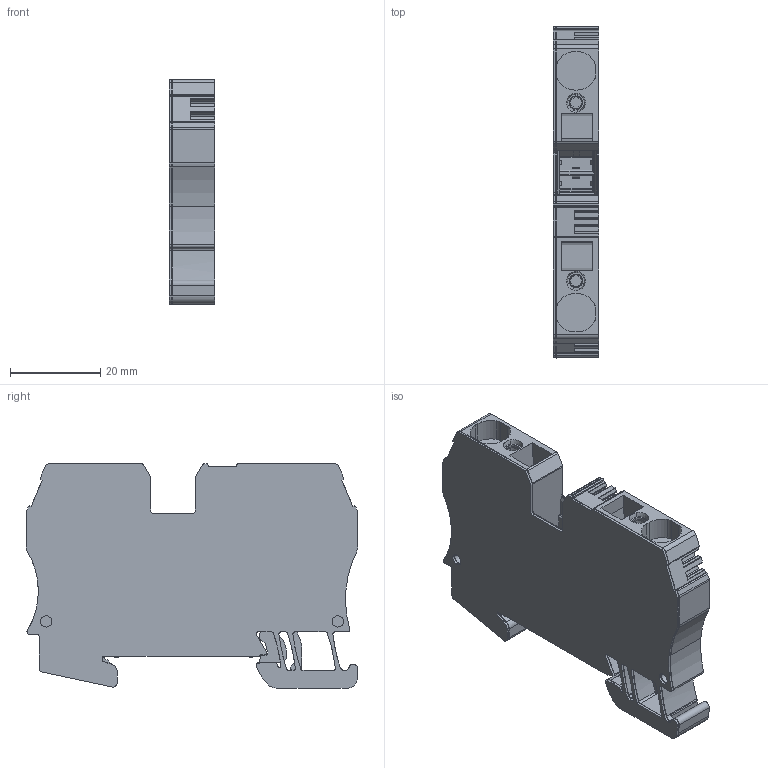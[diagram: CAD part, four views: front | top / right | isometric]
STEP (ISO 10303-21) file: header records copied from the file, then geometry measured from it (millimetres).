
FILE_DESCRIPTION(('CATIA V5R20 STEP214','CAx-IF Rec.Pracs.--- Model Styling and Organization---1.5--- 2016-08-15','CAx-IF Rec.Pracs.---Supplemental Geometry---1.0---2011-11-01','CAx-IF Rec.Pracs.--- Composite Materials ---1.1---2010-07-15'),'2;1');
FILE_NAME ('020291-3_0', '2025-08-13T07:44:16+00:00', ('Weidmueller Interface'), ('Weidmueller'), 'CATIA Version 5-6 Release 2024 SP4', 'CATIA V5 STEP AP214 v3', 'none');
FILE_SCHEMA(('AUTOMOTIVE_DESIGN { 1 0 10303 214 1 1 1 1 }'));
Length unit declared in the file: millimetre
Products named in the file (1): 28145_ZPE_10_AllCATPart
Bounding box: 10 x 73.34 x 49.56 mm (x, y, z)
Volume: 26529.3 mm3; surface area: 17189.8 mm2
Topology: 1 solids, 1 shells, 578 faces, 1652 edges, 1089 vertices
Faces by surface type: plane 319, cylinder 229, extrusion 18, cone 12
Entity records: 19003 total; most frequent: CARTESIAN_POINT 4069, ORIENTED_EDGE 3304, DIRECTION 2418, EDGE_CURVE 1652, VECTOR 1096, VERTEX_POINT 1089, LINE 1078, AXIS2_PLACEMENT_3D 863
